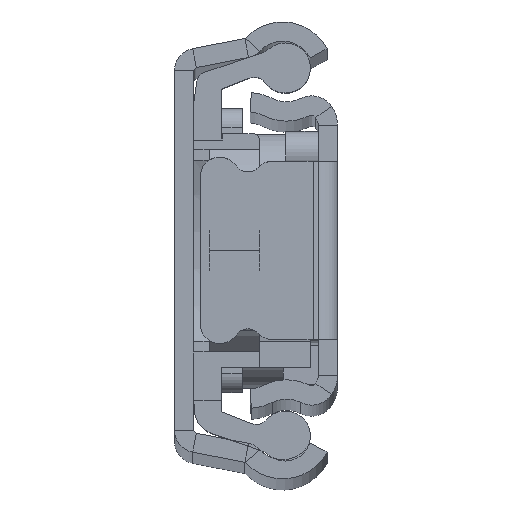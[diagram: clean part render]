
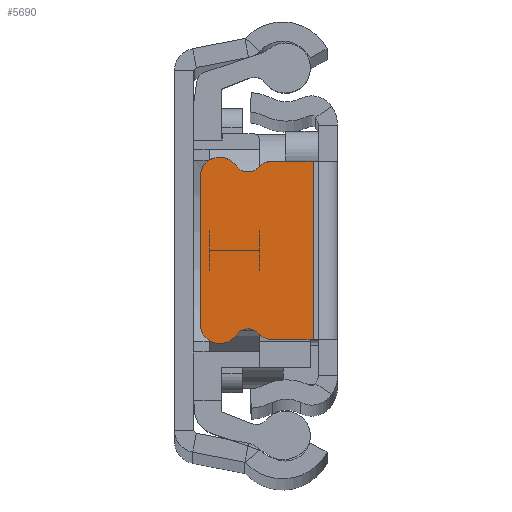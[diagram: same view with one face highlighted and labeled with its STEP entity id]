
A CAD part, top view. The second image highlights one B-rep face of the part: STEP entity #5690.
In plain terms, the highlighted planar face has unit normal (0, 0, 1).
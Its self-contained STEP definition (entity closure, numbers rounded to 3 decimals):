
#15 = DIRECTION ( 'NONE',  ( 0., 0., 1. ) ) ;
#90 = DIRECTION ( 'NONE',  ( 1., 0., 0. ) ) ;
#302 = CARTESIAN_POINT ( 'NONE',  ( -6.181, 6.467, 0. ) ) ;
#492 = CIRCLE ( 'NONE', #3347, 1.5 ) ;
#628 = EDGE_CURVE ( 'NONE', #2245, #7168, #7690, .T. ) ;
#858 = CIRCLE ( 'NONE', #3970, 1.5 ) ;
#1048 = CIRCLE ( 'NONE', #13821, 1.5 ) ;
#1049 = CARTESIAN_POINT ( 'NONE',  ( -5.078, 5.45, 0. ) ) ;
#1263 = EDGE_CURVE ( 'NONE', #9758, #5932, #6664, .T. ) ;
#1265 = DIRECTION ( 'NONE',  ( 0., 0., 1. ) ) ;
#1317 = CARTESIAN_POINT ( 'NONE',  ( -9.2, -5.75, 0. ) ) ;
#1516 = CIRCLE ( 'NONE', #2029, 1.1 ) ;
#1964 = VECTOR ( 'NONE', #12051, 1000. ) ;
#2029 = AXIS2_PLACEMENT_3D ( 'NONE', #14284, #11861, #2917 ) ;
#2075 = VERTEX_POINT ( 'NONE', #14951 ) ;
#2076 = CARTESIAN_POINT ( 'NONE',  ( -9.14, -7.25, 0. ) ) ;
#2145 = CARTESIAN_POINT ( 'NONE',  ( -9.2, -7.25, 0. ) ) ;
#2167 = EDGE_LOOP ( 'NONE', ( #4469, #6096, #11698, #7918, #5523, #14636, #4394, #14755, #13840, #6990, #8834, #14431, #6125, #11929, #11042 ) ) ;
#2245 = VERTEX_POINT ( 'NONE', #13169 ) ;
#2276 = DIRECTION ( 'NONE',  ( 0., 0., 1. ) ) ;
#2623 = AXIS2_PLACEMENT_3D ( 'NONE', #5065, #9168, #4178 ) ;
#2720 = AXIS2_PLACEMENT_3D ( 'NONE', #4346, #6865, #3431 ) ;
#2837 = DIRECTION ( 'NONE',  ( 0., 1., 0. ) ) ;
#2866 = VECTOR ( 'NONE', #9650, 1000. ) ;
#2917 = DIRECTION ( 'NONE',  ( 0., -1., 0. ) ) ;
#3133 = VERTEX_POINT ( 'NONE', #2076 ) ;
#3339 = EDGE_CURVE ( 'NONE', #10414, #12079, #858, .T. ) ;
#3347 = AXIS2_PLACEMENT_3D ( 'NONE', #1317, #15, #7361 ) ;
#3352 = DIRECTION ( 'NONE',  ( -1., 0., 0. ) ) ;
#3431 = DIRECTION ( 'NONE',  ( 0., -1., 0. ) ) ;
#3598 = EDGE_CURVE ( 'NONE', #3133, #2245, #7382, .T. ) ;
#3729 = AXIS2_PLACEMENT_3D ( 'NONE', #11123, #2276, #7268 ) ;
#3811 = AXIS2_PLACEMENT_3D ( 'NONE', #13914, #3934, #12870 ) ;
#3934 = DIRECTION ( 'NONE',  ( 0., 0., 1. ) ) ;
#3970 = AXIS2_PLACEMENT_3D ( 'NONE', #12465, #1265, #7548 ) ;
#3973 = CARTESIAN_POINT ( 'NONE',  ( -9.14, 5.75, 0. ) ) ;
#4178 = DIRECTION ( 'NONE',  ( -1., 0., 0. ) ) ;
#4339 = AXIS2_PLACEMENT_3D ( 'NONE', #3973, #10374, #2837 ) ;
#4346 = CARTESIAN_POINT ( 'NONE',  ( -6.99, -7.212, 0. ) ) ;
#4394 = ORIENTED_EDGE ( 'NONE', *, *, #1263, .T. ) ;
#4469 = ORIENTED_EDGE ( 'NONE', *, *, #14490, .T. ) ;
#4658 = CARTESIAN_POINT ( 'NONE',  ( -10.7, 0., 0. ) ) ;
#4682 = EDGE_CURVE ( 'NONE', #11454, #15949, #1048, .T. ) ;
#5065 = CARTESIAN_POINT ( 'NONE',  ( 0., 0., 0. ) ) ;
#5138 = CARTESIAN_POINT ( 'NONE',  ( 0., -6.95, 0. ) ) ;
#5523 = ORIENTED_EDGE ( 'NONE', *, *, #7936, .T. ) ;
#5687 = DIRECTION ( 'NONE',  ( 0., -1., 0. ) ) ;
#5690 = ADVANCED_FACE ( 'NONE', ( #10321 ), #9086, .F. ) ;
#5932 = VERTEX_POINT ( 'NONE', #8344 ) ;
#5966 = CARTESIAN_POINT ( 'NONE',  ( -5.078, 6.95, 0. ) ) ;
#6045 = DIRECTION ( 'NONE',  ( 1., 0., 0. ) ) ;
#6058 = VECTOR ( 'NONE', #3352, 1000. ) ;
#6096 = ORIENTED_EDGE ( 'NONE', *, *, #9022, .F. ) ;
#6125 = ORIENTED_EDGE ( 'NONE', *, *, #3598, .T. ) ;
#6248 = DIRECTION ( 'NONE',  ( -1., 0., 0. ) ) ;
#6327 = CARTESIAN_POINT ( 'NONE',  ( 0., 7.25, 0. ) ) ;
#6664 = CIRCLE ( 'NONE', #4339, 1.5 ) ;
#6696 = CIRCLE ( 'NONE', #14035, 1.1 ) ;
#6865 = DIRECTION ( 'NONE',  ( 0., 0., -1. ) ) ;
#6990 = ORIENTED_EDGE ( 'NONE', *, *, #13231, .T. ) ;
#7037 = EDGE_CURVE ( 'NONE', #7835, #11454, #13098, .T. ) ;
#7168 = VERTEX_POINT ( 'NONE', #9805 ) ;
#7187 = LINE ( 'NONE', #13496, #7480 ) ;
#7268 = DIRECTION ( 'NONE',  ( 0., 1., 0. ) ) ;
#7361 = DIRECTION ( 'NONE',  ( -1., 0., 0. ) ) ;
#7382 = CIRCLE ( 'NONE', #3729, 1.5 ) ;
#7480 = VECTOR ( 'NONE', #6045, 1000. ) ;
#7548 = DIRECTION ( 'NONE',  ( -1., 0., 0. ) ) ;
#7573 = DIRECTION ( 'NONE',  ( 0., 0., 1. ) ) ;
#7690 = CIRCLE ( 'NONE', #2720, 1.1 ) ;
#7829 = EDGE_CURVE ( 'NONE', #5932, #10414, #8878, .T. ) ;
#7835 = VERTEX_POINT ( 'NONE', #10035 ) ;
#7918 = ORIENTED_EDGE ( 'NONE', *, *, #4682, .T. ) ;
#7936 = EDGE_CURVE ( 'NONE', #15949, #2075, #6696, .T. ) ;
#8344 = CARTESIAN_POINT ( 'NONE',  ( -9.14, 7.25, 0. ) ) ;
#8638 = VERTEX_POINT ( 'NONE', #2145 ) ;
#8769 = VERTEX_POINT ( 'NONE', #11078 ) ;
#8834 = ORIENTED_EDGE ( 'NONE', *, *, #11456, .T. ) ;
#8878 = LINE ( 'NONE', #6327, #11971 ) ;
#9022 = EDGE_CURVE ( 'NONE', #7835, #8769, #15704, .T. ) ;
#9086 = PLANE ( 'NONE',  #2623 ) ;
#9168 = DIRECTION ( 'NONE',  ( 0., 0., -1. ) ) ;
#9497 = CARTESIAN_POINT ( 'NONE',  ( -1.9, -7.25, 0. ) ) ;
#9650 = DIRECTION ( 'NONE',  ( 0., -1., 0. ) ) ;
#9758 = VERTEX_POINT ( 'NONE', #11909 ) ;
#9805 = CARTESIAN_POINT ( 'NONE',  ( -6.181, -6.467, 0. ) ) ;
#9812 = CARTESIAN_POINT ( 'NONE',  ( -10.7, -5.75, 0. ) ) ;
#9970 = LINE ( 'NONE', #5138, #12983 ) ;
#9996 = EDGE_CURVE ( 'NONE', #7168, #15565, #10887, .T. ) ;
#10035 = CARTESIAN_POINT ( 'NONE',  ( -1.9, 6.95, 0. ) ) ;
#10321 = FACE_OUTER_BOUND ( 'NONE', #2167, .T. ) ;
#10323 = EDGE_CURVE ( 'NONE', #8638, #3133, #7187, .T. ) ;
#10356 = VERTEX_POINT ( 'NONE', #9812 ) ;
#10374 = DIRECTION ( 'NONE',  ( 0., 0., 1. ) ) ;
#10414 = VERTEX_POINT ( 'NONE', #11296 ) ;
#10531 = DIRECTION ( 'NONE',  ( 0., 0., -1. ) ) ;
#10887 = CIRCLE ( 'NONE', #3811, 1.5 ) ;
#11000 = EDGE_CURVE ( 'NONE', #2075, #9758, #1516, .T. ) ;
#11031 = DIRECTION ( 'NONE',  ( 0., 1., 0. ) ) ;
#11042 = ORIENTED_EDGE ( 'NONE', *, *, #9996, .T. ) ;
#11078 = CARTESIAN_POINT ( 'NONE',  ( -1.9, -6.95, 0. ) ) ;
#11123 = CARTESIAN_POINT ( 'NONE',  ( -9.14, -5.75, 0. ) ) ;
#11296 = CARTESIAN_POINT ( 'NONE',  ( -9.2, 7.25, 0. ) ) ;
#11454 = VERTEX_POINT ( 'NONE', #5966 ) ;
#11456 = EDGE_CURVE ( 'NONE', #10356, #8638, #492, .T. ) ;
#11698 = ORIENTED_EDGE ( 'NONE', *, *, #7037, .T. ) ;
#11861 = DIRECTION ( 'NONE',  ( 0., 0., -1. ) ) ;
#11909 = CARTESIAN_POINT ( 'NONE',  ( -7.9, 6.593, 0. ) ) ;
#11929 = ORIENTED_EDGE ( 'NONE', *, *, #628, .T. ) ;
#11971 = VECTOR ( 'NONE', #6248, 1000. ) ;
#12051 = DIRECTION ( 'NONE',  ( 0., -1., 0. ) ) ;
#12079 = VERTEX_POINT ( 'NONE', #12759 ) ;
#12465 = CARTESIAN_POINT ( 'NONE',  ( -9.2, 5.75, 0. ) ) ;
#12759 = CARTESIAN_POINT ( 'NONE',  ( -10.7, 5.75, 0. ) ) ;
#12870 = DIRECTION ( 'NONE',  ( 0., 1., 0. ) ) ;
#12900 = CARTESIAN_POINT ( 'NONE',  ( -6.99, 7.212, 0. ) ) ;
#12983 = VECTOR ( 'NONE', #90, 1000. ) ;
#13098 = LINE ( 'NONE', #13175, #6058 ) ;
#13169 = CARTESIAN_POINT ( 'NONE',  ( -7.9, -6.593, 0. ) ) ;
#13175 = CARTESIAN_POINT ( 'NONE',  ( 1.206, 6.95, 0. ) ) ;
#13231 = EDGE_CURVE ( 'NONE', #12079, #10356, #13405, .T. ) ;
#13405 = LINE ( 'NONE', #4658, #2866 ) ;
#13496 = CARTESIAN_POINT ( 'NONE',  ( 0., -7.25, 0. ) ) ;
#13821 = AXIS2_PLACEMENT_3D ( 'NONE', #1049, #7573, #11031 ) ;
#13840 = ORIENTED_EDGE ( 'NONE', *, *, #3339, .T. ) ;
#13914 = CARTESIAN_POINT ( 'NONE',  ( -5.078, -5.45, 0. ) ) ;
#14035 = AXIS2_PLACEMENT_3D ( 'NONE', #12900, #10531, #5687 ) ;
#14284 = CARTESIAN_POINT ( 'NONE',  ( -6.99, 7.212, 0. ) ) ;
#14431 = ORIENTED_EDGE ( 'NONE', *, *, #10323, .T. ) ;
#14490 = EDGE_CURVE ( 'NONE', #15565, #8769, #9970, .T. ) ;
#14636 = ORIENTED_EDGE ( 'NONE', *, *, #11000, .T. ) ;
#14755 = ORIENTED_EDGE ( 'NONE', *, *, #7829, .T. ) ;
#14951 = CARTESIAN_POINT ( 'NONE',  ( -6.99, 6.112, 0. ) ) ;
#15565 = VERTEX_POINT ( 'NONE', #15873 ) ;
#15704 = LINE ( 'NONE', #9497, #1964 ) ;
#15873 = CARTESIAN_POINT ( 'NONE',  ( -5.078, -6.95, 0. ) ) ;
#15949 = VERTEX_POINT ( 'NONE', #302 ) ;
